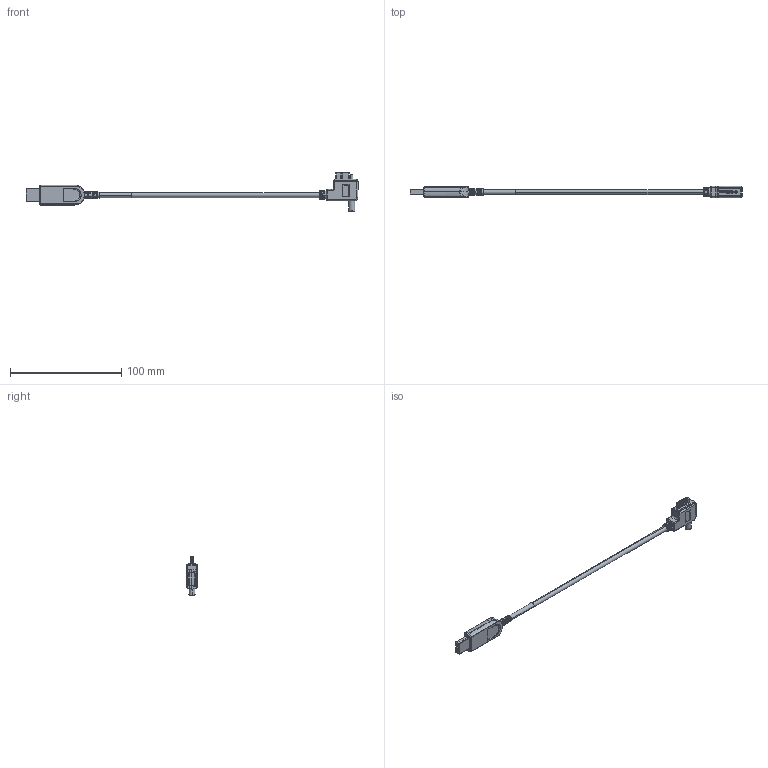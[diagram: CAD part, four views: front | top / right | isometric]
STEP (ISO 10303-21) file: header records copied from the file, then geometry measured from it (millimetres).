
FILE_DESCRIPTION (( 'STEP AP203' ), '1' );
FILE_NAME ('AOC-U30AMIM-C1R_3D.STEP', '2022-05-10T20:20:11', ( '' ), ( '' ), 'SwSTEP 2.0', 'SolidWorks 2021', '' );
FILE_SCHEMA (( 'CONFIG_CONTROL_DESIGN' ));
Length unit declared in the file: millimetre
Products named in the file (20): USB_MALE_PCB.stp; 421(USB male).stp; SOLID3.stp; SOLID2.stp; USB_AOC_MALE_TOP_COVER.stp; FOXCOON_1.stp; AOC cable D4.5-MA1_AOC CABLE D4.5 -MA10; USB_AOC_MALE_BOTTOM_COVER.stp; USB_MALE_PCBA_ASM.stp; SOLID1.stp; DP_AOC_FIBER_CLAMP_.stp; AOC 3.0 Micro B Rightangle no screw_MA11; LENS.stp; HDMI_AOC_DE_PURELINK_SR.stp; JUMPER.stp; HDMI_AOC_M1_6_5L.stp; USB_AOC_FIBER_CABLE.stp; AOC AM 3.0 (USB male)- MA3; USB_HOUSING_MALE.stp; AOC-U30AMIM-C1R_3D
Assembly tree (20 placements, depth 5):
  AOC-U30AMIM-C1R_3D
    AOC AM 3.0 (USB male)- MA3
      421(USB male).stp
        USB_MALE_PCBA_ASM.stp
          FOXCOON_1.stp
          USB_MALE_PCB.stp
          SOLID3.stp
          SOLID2.stp
          LENS.stp
          SOLID1.stp
          USB_HOUSING_MALE.stp
          JUMPER.stp
          USB_AOC_FIBER_CABLE.stp
        USB_AOC_MALE_TOP_COVER.stp
        USB_AOC_MALE_BOTTOM_COVER.stp
        HDMI_AOC_DE_PURELINK_SR.stp
        DP_AOC_FIBER_CLAMP_.stp
        HDMI_AOC_M1_6_5L.stp  x2
    AOC 3.0 Micro B Rightangle no screw_MA11
    AOC cable D4.5-MA1_AOC CABLE D4.5 -MA10
Bounding box: 298.2 x 10 x 34.5 mm (x, y, z)
Volume: 11948 mm3; surface area: 13399 mm2
Topology: 19 solids, 20 shells, 1821 faces, 4852 edges, 3133 vertices
Faces by surface type: plane 1055, cylinder 372, bspline 184, cone 132, torus 66, sphere 12
Entity records: 73254 total; most frequent: CARTESIAN_POINT 27548, ORIENTED_EDGE 9466, DIRECTION 8429, EDGE_CURVE 4733, VERTEX_POINT 3074, VECTOR 3061, LINE 3061, AXIS2_PLACEMENT_3D 2684
